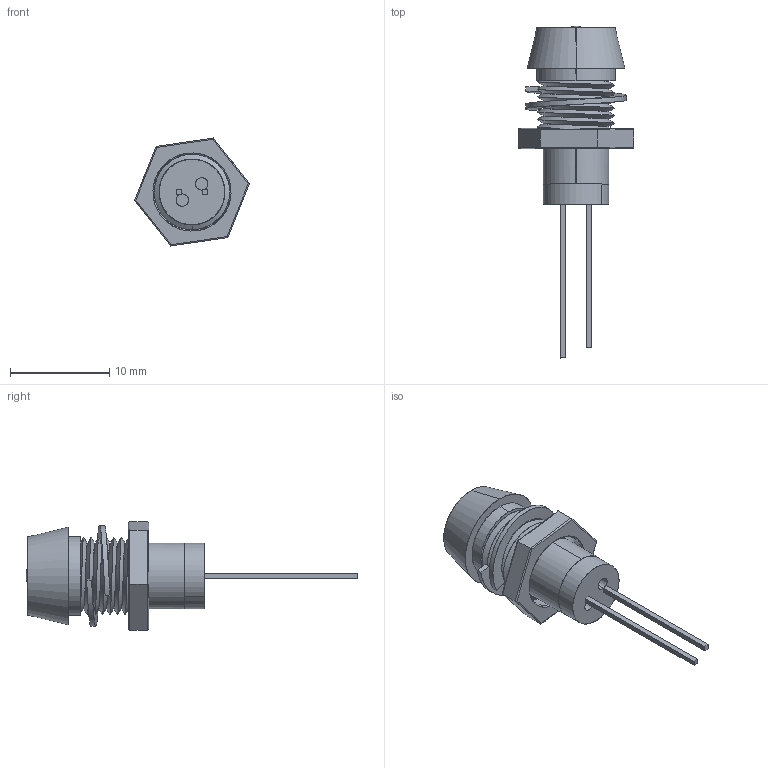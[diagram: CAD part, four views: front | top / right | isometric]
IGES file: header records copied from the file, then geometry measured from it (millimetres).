
Start section: SolidWorks IGES file using analytic representation for surfaces
Global section: file name: MPR5XX.IGS; native system: SolidWorks 2016; preprocessor: SolidWorks 2016; author: rcorrea; date: 161129.100922; units: inch
Bounding box: 11.61 x 33.5 x 10.9 mm (x, y, z)
Surface area: 1713 mm2 (no closed solid volume)
Topology: 0 solids, 0 shells, 100 faces, 1506 edges, 1504 vertices
Faces by surface type: revolution 58, bspline 42
